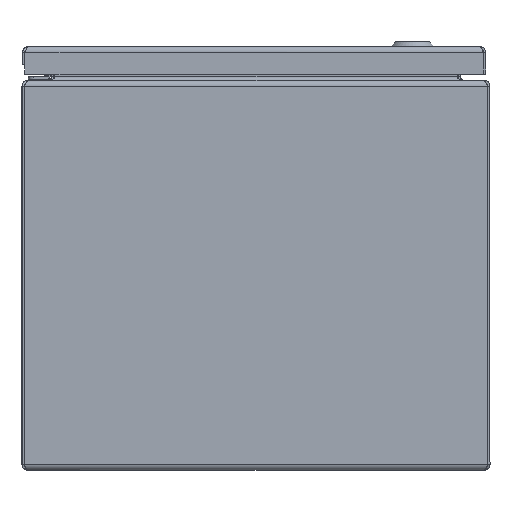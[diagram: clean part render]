
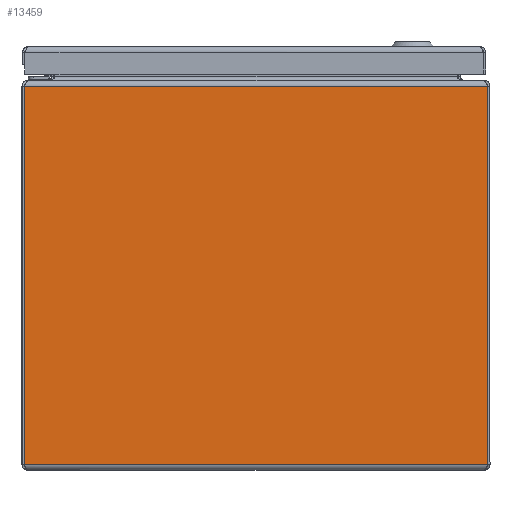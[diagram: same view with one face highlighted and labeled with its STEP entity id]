
A CAD part, front view. The second image highlights one B-rep face of the part: STEP entity #13459.
In plain terms, the highlighted planar face has unit normal (0, -1, 0).
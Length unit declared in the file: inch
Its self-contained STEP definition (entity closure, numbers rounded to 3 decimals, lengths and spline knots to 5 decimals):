
#1041=PLANE('',#14359);
#1824=FACE_OUTER_BOUND('',#2698,.T.);
#2698=EDGE_LOOP('',(#9112,#9113,#9114,#9115));
#3805=LINE('',#19727,#4850);
#3806=LINE('',#19745,#4851);
#3807=LINE('',#19746,#4852);
#3808=LINE('',#19747,#4853);
#4850=VECTOR('',#15787,11.88059);
#4851=VECTOR('',#15790,11.88059);
#4852=VECTOR('',#15791,9.6945);
#4853=VECTOR('',#15792,9.6945);
#5965=VERTEX_POINT('',#19725);
#5966=VERTEX_POINT('',#19726);
#5967=VERTEX_POINT('',#19743);
#5968=VERTEX_POINT('',#19744);
#7197=EDGE_CURVE('',#5965,#5966,#3805,.T.);
#7200=EDGE_CURVE('',#5967,#5968,#3806,.T.);
#7201=EDGE_CURVE('',#5965,#5968,#3807,.T.);
#7202=EDGE_CURVE('',#5967,#5966,#3808,.T.);
#9112=ORIENTED_EDGE('',*,*,#7200,.T.);
#9113=ORIENTED_EDGE('',*,*,#7201,.F.);
#9114=ORIENTED_EDGE('',*,*,#7197,.T.);
#9115=ORIENTED_EDGE('',*,*,#7202,.F.);
#13459=ADVANCED_FACE('',(#1824),#1041,.F.);
#14359=AXIS2_PLACEMENT_3D('',#19742,#15788,#15789);
#15787=DIRECTION('',(-1.,0.,0.));
#15788=DIRECTION('center_axis',(0.,1.,0.));
#15789=DIRECTION('ref_axis',(1.,0.,0.));
#15790=DIRECTION('',(1.,0.,0.));
#15791=DIRECTION('',(0.,0.,-1.));
#15792=DIRECTION('',(0.,0.,1.));
#19725=CARTESIAN_POINT('',(11.94029,0.,9.84725));
#19726=CARTESIAN_POINT('',(0.05971,0.,9.84725));
#19727=CARTESIAN_POINT('',(8.97015,0.,9.84725));
#19742=CARTESIAN_POINT('Origin',(6.,0.,5.00453));
#19743=CARTESIAN_POINT('',(0.05971,0.,0.15275));
#19744=CARTESIAN_POINT('',(11.94029,0.,0.15275));
#19745=CARTESIAN_POINT('',(6.,0.,0.15275));
#19746=CARTESIAN_POINT('',(11.94029,0.,0.15275));
#19747=CARTESIAN_POINT('',(0.05971,0.,0.15275));
